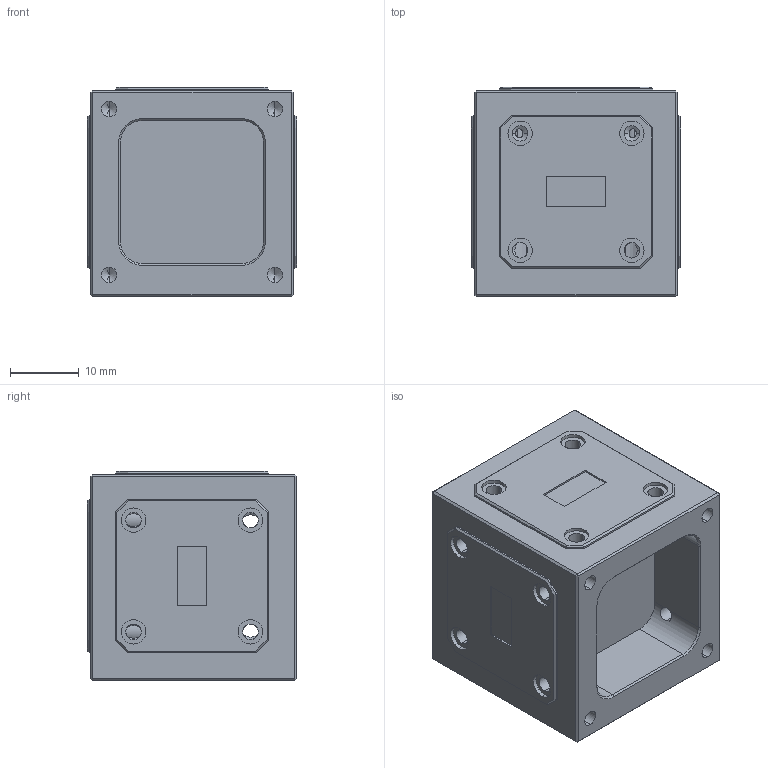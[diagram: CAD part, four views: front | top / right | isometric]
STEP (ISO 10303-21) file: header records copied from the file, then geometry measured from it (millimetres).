
FILE_DESCRIPTION (( 'STEP AP203' ), '1' );
FILE_NAME ('SWP-22333302-34-S1.STEP', '2025-01-30T02:03:38', ( '' ), ( '' ), 'SwSTEP 2.0', 'SolidWorks 2021', '' );
FILE_SCHEMA (( 'CONFIG_CONTROL_DESIGN' ));
Length unit declared in the file: inch
Products named in the file (1): SWP-22333302-34-S1
Bounding box: 30.48 x 30.48 x 30.48 mm (x, y, z)
Volume: 23144.7 mm3; surface area: 6713.3 mm2
Topology: 1 solids, 1 shells, 235 faces, 556 edges, 339 vertices
Faces by surface type: plane 130, cylinder 68, cone 37
Entity records: 6938 total; most frequent: CARTESIAN_POINT 1462, DIRECTION 1115, ORIENTED_EDGE 1096, EDGE_CURVE 548, AXIS2_PLACEMENT_3D 380, LINE 355, VECTOR 355, VERTEX_POINT 339
